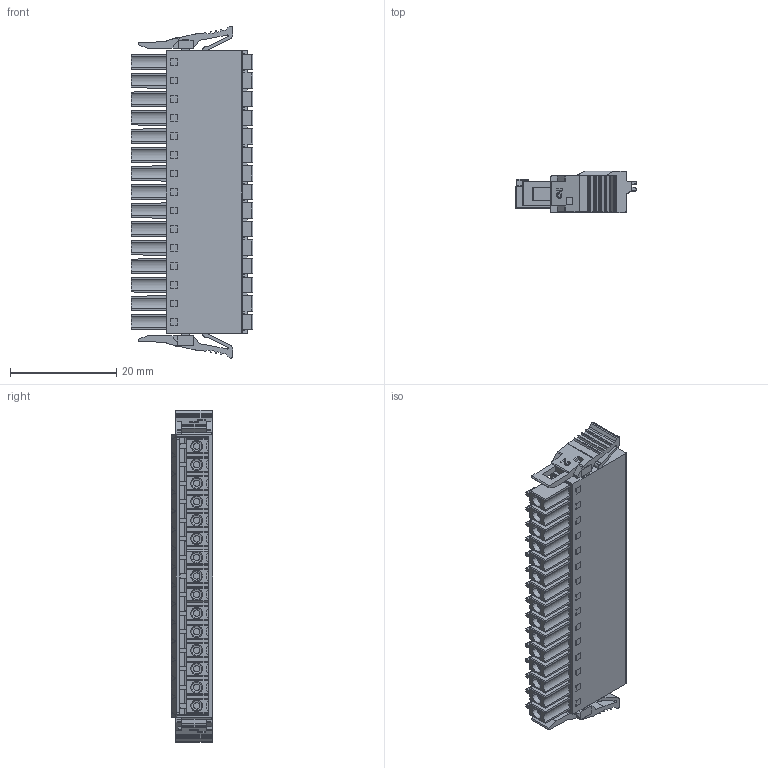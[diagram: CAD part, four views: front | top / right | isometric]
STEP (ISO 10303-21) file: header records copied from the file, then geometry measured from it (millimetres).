
FILE_DESCRIPTION((''),'2;1');
FILE_NAME('TLPSL-007-15P-X','2024-09-27T',('sheji'),(''),'PRO/ENGINEER BY PARAMETRIC TECHNOLOGY CORPORATION, 2015240','PRO/ENGINEER BY PARAMETRIC TECHNOLOGY CORPORATION, 2015240','');
FILE_SCHEMA(('CONFIG_CONTROL_DESIGN'));
Products named in the file (1): TLPSL-007-15P-X
Bounding box: 22.9 x 7.75 x 62.6 mm (x, y, z)
Volume: 6536.9 mm3; surface area: 6399.6 mm2
Topology: 1 solids, 14 shells, 1886 faces, 5087 edges, 3318 vertices
Faces by surface type: plane 1162, cylinder 554, cone 120, torus 30, extrusion 20
Entity records: 60017 total; most frequent: CARTESIAN_POINT 12056, ORIENTED_EDGE 10174, DIRECTION 9719, EDGE_CURVE 5087, VECTOR 3653, LINE 3633, VERTEX_POINT 3318, AXIS2_PLACEMENT_3D 3033
